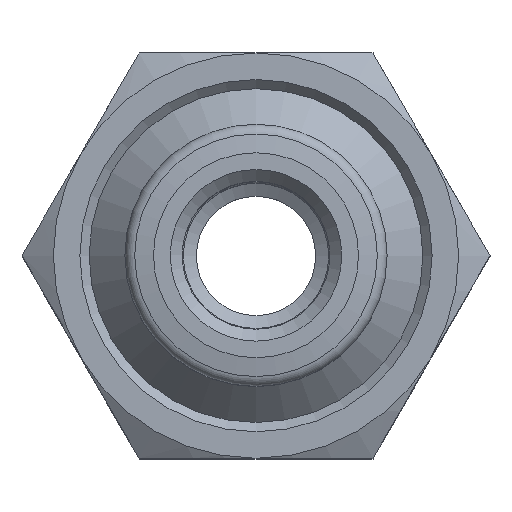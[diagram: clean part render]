
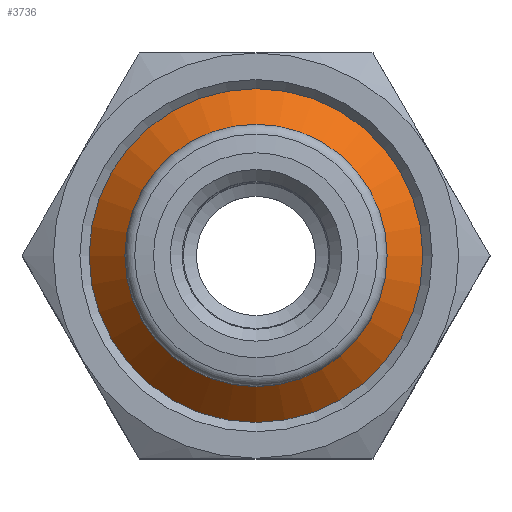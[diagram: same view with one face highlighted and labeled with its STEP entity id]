
A CAD part, top view. The second image highlights one B-rep face of the part: STEP entity #3736.
In plain terms, the highlighted conical face has half-angle 45 degrees and reference radius 7.268 mm.
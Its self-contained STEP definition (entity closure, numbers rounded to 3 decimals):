
#1630=CONICAL_SURFACE('',#3584,7.268,45.);
#1872=ORIENTED_EDGE('',*,*,#2219,.T.);
#1873=ORIENTED_EDGE('',*,*,#2217,.T.);
#1969=CIRCLE('',#3560,7.);
#1971=CIRCLE('',#3563,5.5);
#2075=VERTEX_POINT('',#3287);
#2077=VERTEX_POINT('',#3292);
#2217=EDGE_CURVE('',#2075,#2075,#1969,.T.);
#2219=EDGE_CURVE('',#2077,#2077,#1971,.T.);
#2358=EDGE_LOOP('',(#1872));
#2359=EDGE_LOOP('',(#1873));
#2514=FACE_BOUND('',#2358,.T.);
#2515=FACE_BOUND('',#2359,.T.);
#2890=DIRECTION('',(0.,1.,0.));
#2891=DIRECTION('',(0.,0.,-7.));
#2896=DIRECTION('',(0.,-1.,0.));
#2897=DIRECTION('',(0.,0.,-5.5));
#2938=DIRECTION('',(0.,-1.,0.));
#2939=DIRECTION('',(1.,0.,0.));
#3287=CARTESIAN_POINT('',(7.139,25.522,-7.));
#3288=CARTESIAN_POINT('',(7.139,25.522,0.));
#3292=CARTESIAN_POINT('',(7.139,27.022,-5.5));
#3293=CARTESIAN_POINT('',(7.139,27.022,0.));
#3324=CARTESIAN_POINT('',(7.139,25.254,0.));
#3560=AXIS2_PLACEMENT_3D('',#3288,#2890,#2891);
#3563=AXIS2_PLACEMENT_3D('',#3293,#2896,#2897);
#3584=AXIS2_PLACEMENT_3D('',#3324,#2938,#2939);
#3736=ADVANCED_FACE('',(#2514,#2515),#1630,.T.);
